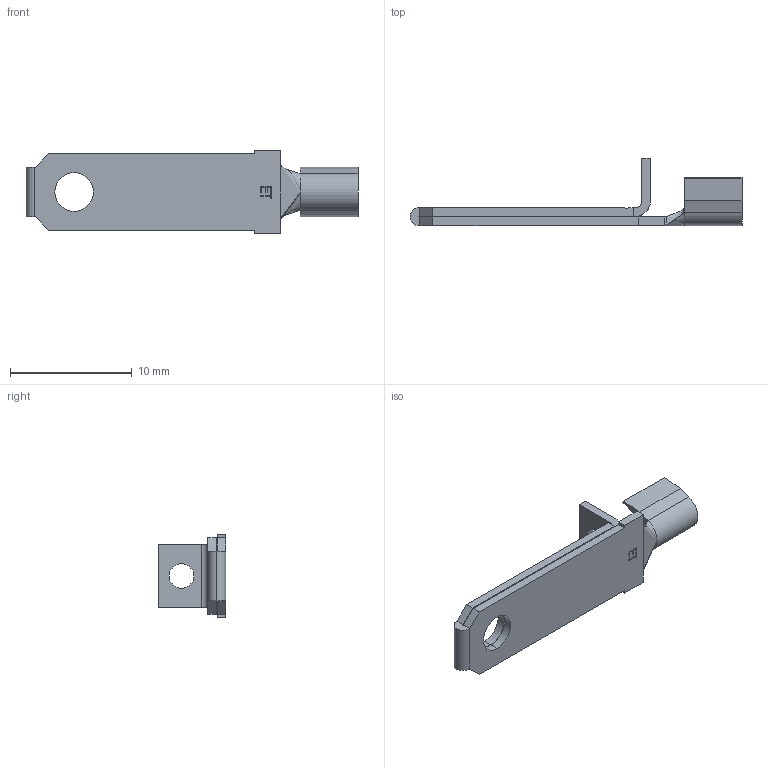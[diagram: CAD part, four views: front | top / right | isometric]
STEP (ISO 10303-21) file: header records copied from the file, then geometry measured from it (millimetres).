
FILE_DESCRIPTION (( 'STEP AP203' ), '1' );
FILE_NAME ('14366.STEP', '2015-02-23T15:44:04', ( '' ), ( '' ), 'SwSTEP 2.0', 'SolidWorks 2014', '' );
FILE_SCHEMA (( 'CONFIG_CONTROL_DESIGN' ));
Length unit declared in the file: inch
Products named in the file (1): 14366
Bounding box: 27.3 x 5.54 x 6.81 mm (x, y, z)
Volume: 205.8 mm3; surface area: 697.9 mm2
Topology: 1 solids, 1 shells, 142 faces, 374 edges, 236 vertices
Faces by surface type: plane 94, cylinder 28, cone 12, bspline 8
Entity records: 4586 total; most frequent: CARTESIAN_POINT 1016, ORIENTED_EDGE 748, DIRECTION 688, EDGE_CURVE 374, LINE 290, VECTOR 290, VERTEX_POINT 236, AXIS2_PLACEMENT_3D 199
